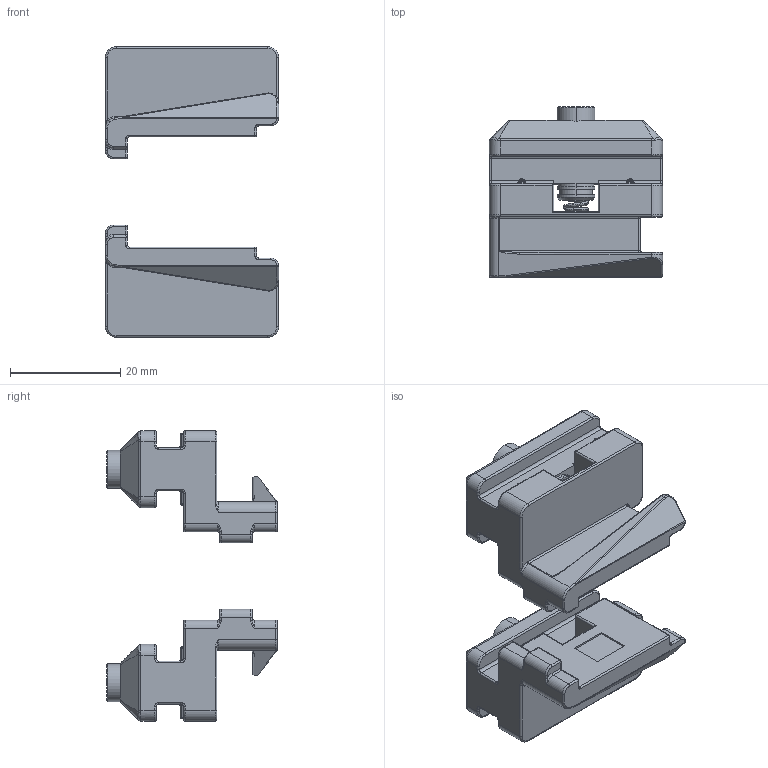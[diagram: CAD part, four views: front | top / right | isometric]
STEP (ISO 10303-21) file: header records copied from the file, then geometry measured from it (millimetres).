
FILE_DESCRIPTION (( 'STEP AP214' ), '1' );
FILE_NAME ('093084s01.STEP', '2014-08-28T14:00:14', ( '' ), ( '' ), 'SwSTEP 2.0', 'SolidWorks 2014', '' );
FILE_SCHEMA (( 'AUTOMOTIVE_DESIGN' ));
Length unit declared in the file: millimetre
Products named in the file (1): 093084s01
Bounding box: 31.5 x 31 x 52.8 mm (x, y, z)
Volume: 13977.6 mm3; surface area: 10543.9 mm2
Topology: 6 solids, 6 shells, 720 faces, 1704 edges, 984 vertices
Faces by surface type: cylinder 285, bspline 223, plane 180, cone 32
Entity records: 38609 total; most frequent: CARTESIAN_POINT 15555, ORIENTED_EDGE 3364, DIRECTION 2929, EDGE_CURVE 1682, AXIS2_PLACEMENT_3D 1106, VERTEX_POINT 984, EDGE_LOOP 746, UNCERTAINTY_MEASURE_WITH_UNIT 728
